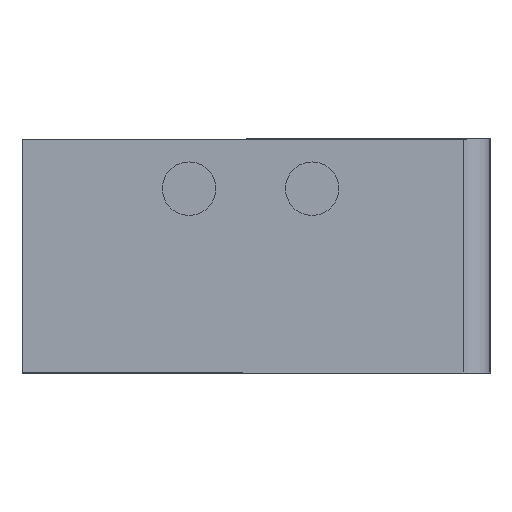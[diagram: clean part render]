
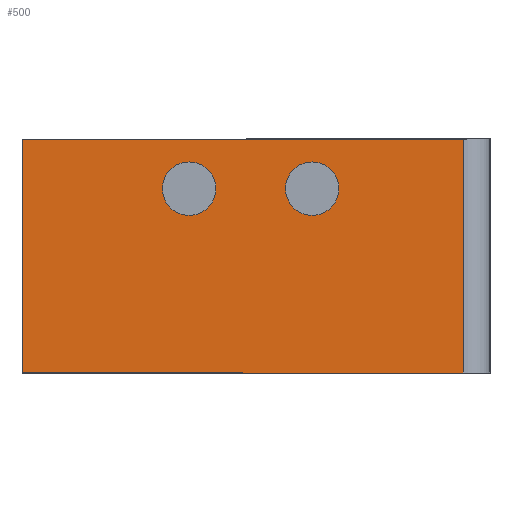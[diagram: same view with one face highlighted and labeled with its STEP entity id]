
A CAD part, left-side view. The second image highlights one B-rep face of the part: STEP entity #500.
In plain terms, the highlighted planar face has unit normal (-1, 0, 0).
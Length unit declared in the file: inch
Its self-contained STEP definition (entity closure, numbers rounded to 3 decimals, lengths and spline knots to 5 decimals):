
#22=FACE_BOUND('',#133,.T.);
#23=FACE_BOUND('',#134,.T.);
#35=PLANE('',#579);
#59=CIRCLE('',#565,0.07874);
#61=CIRCLE('',#569,0.07874);
#91=FACE_OUTER_BOUND('',#132,.T.);
#132=EDGE_LOOP('',(#416,#417,#418,#419));
#133=EDGE_LOOP('',(#420));
#134=EDGE_LOOP('',(#421));
#174=LINE('',#879,#210);
#179=LINE('',#906,#215);
#180=LINE('',#910,#216);
#181=LINE('',#911,#217);
#210=VECTOR('',#675,0.3937);
#215=VECTOR('',#710,0.3937);
#216=VECTOR('',#715,0.3937);
#217=VECTOR('',#716,0.3937);
#253=VERTEX_POINT('',#876);
#254=VERTEX_POINT('',#878);
#255=VERTEX_POINT('',#882);
#257=VERTEX_POINT('',#889);
#261=VERTEX_POINT('',#905);
#262=VERTEX_POINT('',#909);
#306=EDGE_CURVE('',#253,#254,#174,.T.);
#308=EDGE_CURVE('',#255,#255,#59,.T.);
#311=EDGE_CURVE('',#257,#257,#61,.T.);
#319=EDGE_CURVE('',#254,#261,#179,.T.);
#321=EDGE_CURVE('',#262,#261,#180,.T.);
#322=EDGE_CURVE('',#253,#262,#181,.T.);
#416=ORIENTED_EDGE('',*,*,#321,.T.);
#417=ORIENTED_EDGE('',*,*,#319,.F.);
#418=ORIENTED_EDGE('',*,*,#306,.F.);
#419=ORIENTED_EDGE('',*,*,#322,.T.);
#420=ORIENTED_EDGE('',*,*,#308,.T.);
#421=ORIENTED_EDGE('',*,*,#311,.T.);
#500=ADVANCED_FACE('',(#91,#22,#23),#35,.T.);
#565=AXIS2_PLACEMENT_3D('',#883,#680,#681);
#569=AXIS2_PLACEMENT_3D('',#890,#689,#690);
#579=AXIS2_PLACEMENT_3D('',#908,#713,#714);
#675=DIRECTION('',(0.,-1.,0.));
#680=DIRECTION('center_axis',(1.,0.,0.));
#681=DIRECTION('ref_axis',(0.,0.,1.));
#689=DIRECTION('center_axis',(1.,0.,0.));
#690=DIRECTION('ref_axis',(0.,0.,1.));
#710=DIRECTION('',(0.,0.,-1.));
#713=DIRECTION('center_axis',(-1.,0.,0.));
#714=DIRECTION('ref_axis',(0.,0.,-1.));
#715=DIRECTION('',(0.,-1.,0.));
#716=DIRECTION('',(0.,0.,-1.));
#876=CARTESIAN_POINT('',(-0.82677,0.68898,0.68898));
#878=CARTESIAN_POINT('',(-0.82677,-0.61024,0.68898));
#879=CARTESIAN_POINT('',(-0.82677,1.47638,0.68898));
#882=CARTESIAN_POINT('',(-0.82677,0.19685,0.46407));
#883=CARTESIAN_POINT('Origin',(-0.82677,0.19685,0.54281));
#889=CARTESIAN_POINT('',(-0.82677,-0.16535,0.46407));
#890=CARTESIAN_POINT('Origin',(-0.82677,-0.16535,0.54281));
#905=CARTESIAN_POINT('',(-0.82677,-0.61024,0.));
#906=CARTESIAN_POINT('',(-0.82677,-0.61024,0.59055));
#908=CARTESIAN_POINT('Origin',(-0.82677,1.47638,0.68898));
#909=CARTESIAN_POINT('',(-0.82677,0.68898,0.));
#910=CARTESIAN_POINT('',(-0.82677,1.47638,0.));
#911=CARTESIAN_POINT('',(-0.82677,0.68898,0.51673));
